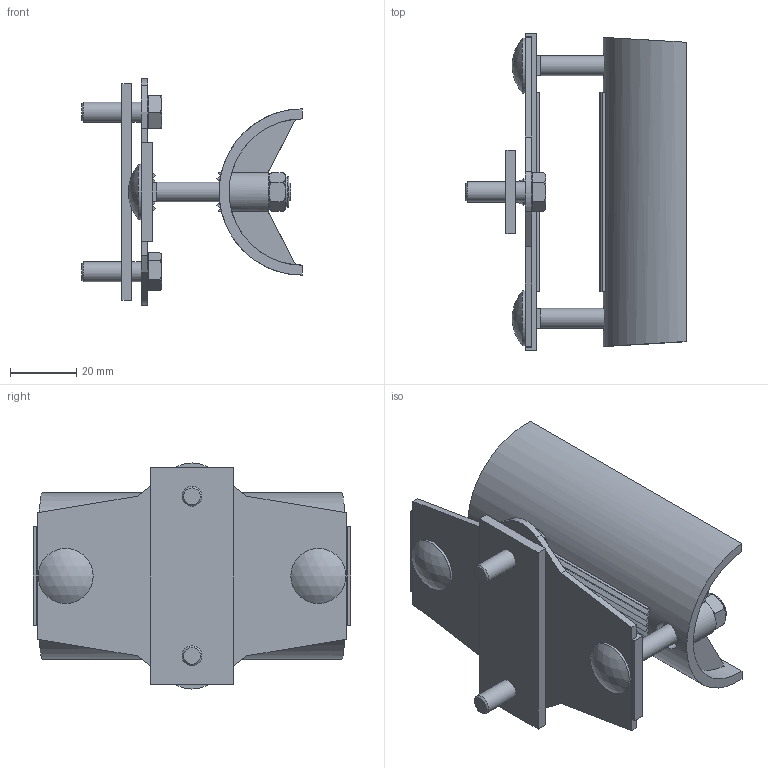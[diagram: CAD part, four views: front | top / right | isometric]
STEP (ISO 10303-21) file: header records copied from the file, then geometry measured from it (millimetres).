
FILE_DESCRIPTION(/* description */ (''),/* implementation_level */ '2;1');
FILE_NAME(/* name */ '9434PS.stp',/* time_stamp */ '2024-07-10T10:05:14+02:00',/* author */ ('Giuliano'),/* organization */ (''),/* preprocessor_version */ 'ST-DEVELOPER v18.1',/* originating_system */ 'Autodesk Inventor 2021',/* authorisation */ '');
FILE_SCHEMA (('AUTOMOTIVE_DESIGN { 1 0 10303 214 3 1 1 }'));
Length unit declared in the file: millimetre
Products named in the file (1): Pièce1
Bounding box: 66.28 x 95.5 x 68 mm (x, y, z)
Volume: 50385 mm3; surface area: 36573.8 mm2
Topology: 1 solids, 2 shells, 221 faces, 503 edges, 315 vertices
Faces by surface type: plane 177, cylinder 29, torus 8, cone 5, sphere 2
Full cylindrical faces by diameter (mm): 6 x7, 6.1 x1, 6.5 x3, 8 x3, 8.1 x1, 9 x2, 9.182 x2, 16.55 x2
Entity records: 6885 total; most frequent: CARTESIAN_POINT 1866, DIRECTION 1012, ORIENTED_EDGE 1006, EDGE_CURVE 503, LINE 338, VECTOR 338, AXIS2_PLACEMENT_3D 337, VERTEX_POINT 315
